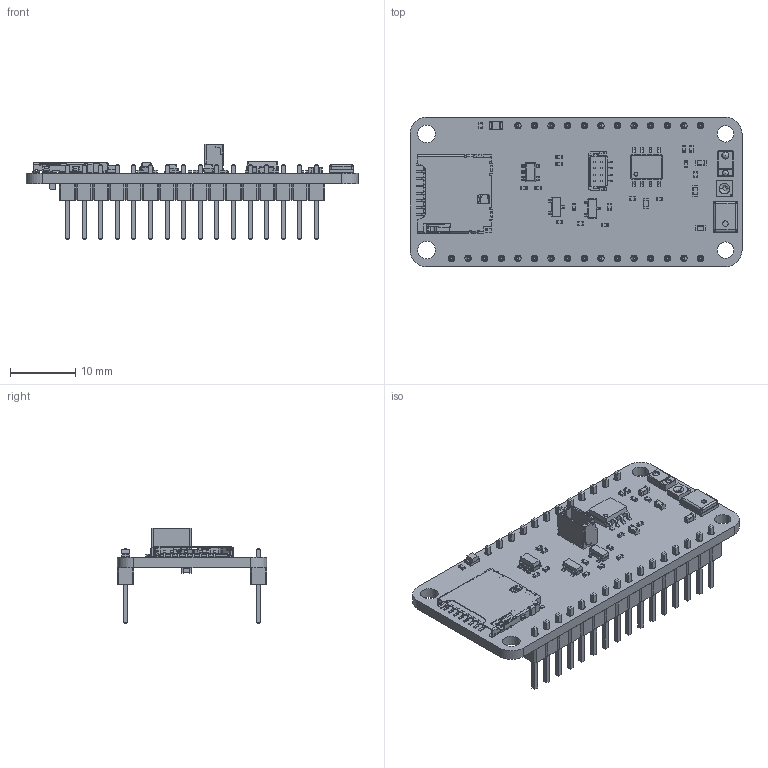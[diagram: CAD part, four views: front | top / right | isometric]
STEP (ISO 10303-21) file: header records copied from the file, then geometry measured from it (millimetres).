
FILE_DESCRIPTION(('KiCad electronic assembly'),'2;1');
FILE_NAME('Bald Sense Wing v3.step','2024-07-24T17:01:34',('Pcbnew'),( 'Kicad'),'Open CASCADE STEP processor 7.8','KiCad to STEP converter' ,'Unknown');
FILE_SCHEMA(('AUTOMOTIVE_DESIGN { 1 0 10303 214 1 1 1 1 }'));
Length unit declared in the file: millimetre
Products named in the file (28): Bald Sense Wing v3 1; C_0603_1608Metric; LED_0805_2012Metric; R_0402_1005Metric; APDS-9960; ECA50C62-ABC2-4892-9E4C-4FA133A4C33F; SOIC-8_3.9x4.9mm_P1.27mm; SOIC_8_39x49mm_P127mm; 1140084168--3DModel-STEP-533217; SHELL-12-17_3; CUI_DEVICES_CMM-4737DT-26186-TR; SOT-23; SOT_23; SHT3x; User Library-SHT3x; SOT-23-5; SOT_23_5; BM04B-SRSS-TB-LF--SN---3DModel-STEP-56544; BM04B-SRSS-TBT(LF)(SN); PinHeader_1x16_P2.54mm_Vertical; PinHeader_1x16_P254mm_Vertical; PinHeader_1x12_P2.54mm_Vertical; PinHeader_1x12_P254mm_Vertical; Bald Sense Wing v3_PCB
Assembly tree (47 placements, depth 3):
  Bald Sense Wing v3 1
    C_0603_1608Metric  x5
      C_0603_1608Metric
    LED_0805_2012Metric
      LED_0805_2012Metric
    R_0402_1005Metric  x16
      R_0402_1005Metric
    APDS-9960
      ECA50C62-ABC2-4892-9E4C-4FA133A4C33F
    SOIC-8_3.9x4.9mm_P1.27mm
      SOIC_8_39x49mm_P127mm
    1140084168--3DModel-STEP-533217
      SHELL-12-17_3
    CUI_DEVICES_CMM-4737DT-26186-TR
      CUI_DEVICES_CMM-4737DT-26186-TR
    SOT-23  x2
      SOT_23
    SHT3x
      User Library-SHT3x
    SOT-23-5
      SOT_23_5
    BM04B-SRSS-TB-LF--SN---3DModel-STEP-56544
      BM04B-SRSS-TBT(LF)(SN)
    PinHeader_1x16_P2.54mm_Vertical
      PinHeader_1x16_P254mm_Vertical
    PinHeader_1x12_P2.54mm_Vertical
      PinHeader_1x12_P254mm_Vertical
    Bald Sense Wing v3_PCB
Bounding box: 50.8 x 22.86 x 14.59 mm (x, y, z)
Volume: 2525.1 mm3; surface area: 5163.6 mm2
Topology: 60 solids, 61 shells, 3240 faces, 8356 edges, 5299 vertices
Faces by surface type: plane 2346, cylinder 699, bspline 141, torus 32, sphere 18, cone 2, extrusion 2
Full cylindrical faces by diameter (mm): 0.6 x1, 1 x28, 2.5 x2, 2.7 x2
Entity records: 89362 total; most frequent: CARTESIAN_POINT 15259, ORIENTED_EDGE 13716, DIRECTION 12992, EDGE_CURVE 6858, VECTOR 5574, LINE 5572, VERTEX_POINT 4341, AXIS2_PLACEMENT_3D 3709
